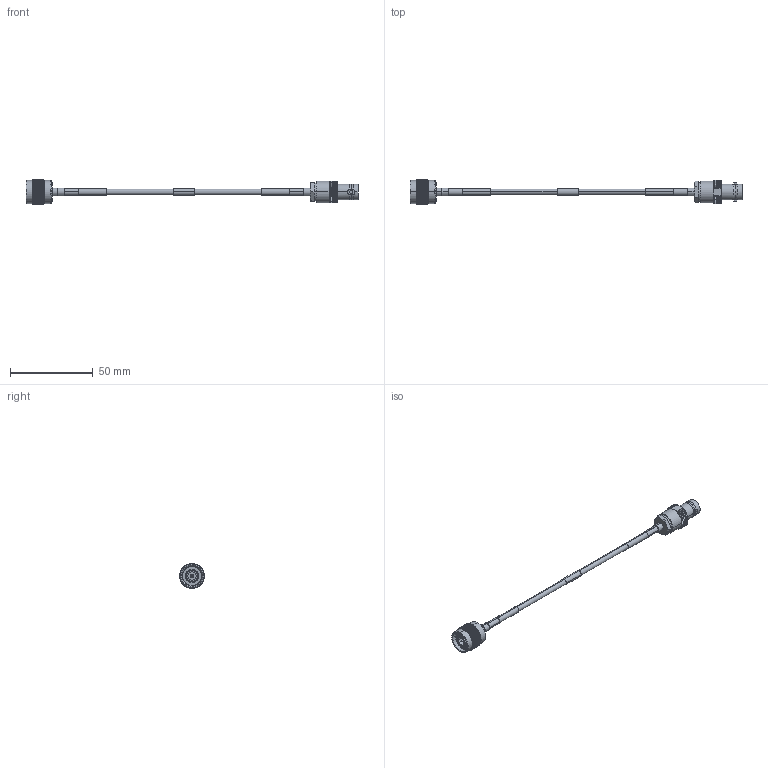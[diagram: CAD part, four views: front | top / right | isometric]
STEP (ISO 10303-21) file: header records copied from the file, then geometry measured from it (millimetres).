
FILE_DESCRIPTION (( 'STEP AP214' ), '1' );
FILE_NAME ('LCCA30525_3D.STEP', '2020-05-11T16:35:03', ( '' ), ( '' ), 'SwSTEP 2.0', 'SolidWorks 2018', '' );
FILE_SCHEMA (( 'AUTOMOTIVE_DESIGN' ));
Length unit declared in the file: inch
Products named in the file (6): LCCN3059; 1AW01-003_.152 ID; LCCN3040; LCCA30525_3D; LC141TBJ (141 Formable with HeatShrink); LC141TBJ-PROD
Assembly tree (7 placements, depth 3):
  LCCA30525_3D
    LC141TBJ-PROD
      LC141TBJ (141 Formable with HeatShrink)
      1AW01-003_.152 ID  x3
    LCCN3059
    LCCN3040
Bounding box: 200.66 x 14.99 x 14.99 mm (x, y, z)
Volume: 5925.2 mm3; surface area: 7971.9 mm2
Topology: 9 solids, 9 shells, 2578 faces, 5542 edges, 2998 vertices
Faces by surface type: bspline 1683, cylinder 518, plane 215, cone 150, torus 12
Entity records: 98840 total; most frequent: CARTESIAN_POINT 61287, ORIENTED_EDGE 11036, EDGE_CURVE 5518, DIRECTION 3366, VERTEX_POINT 2982, EDGE_LOOP 2588, ADVANCED_FACE 2566, FACE_OUTER_BOUND 2566
